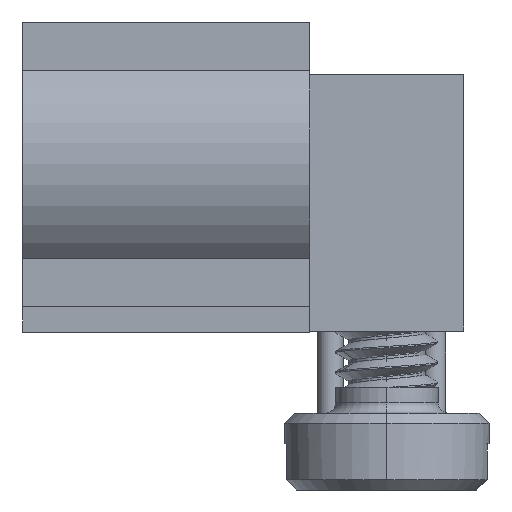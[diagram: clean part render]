
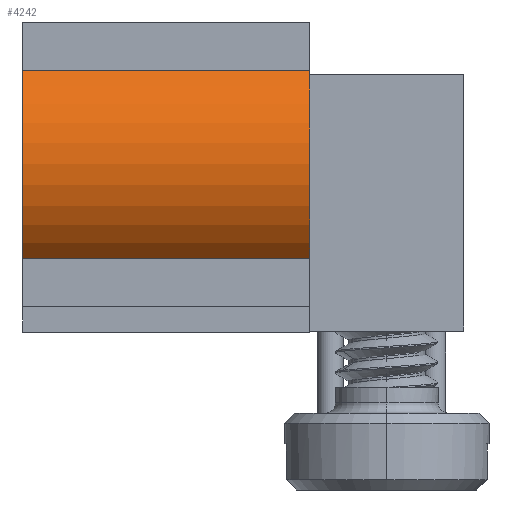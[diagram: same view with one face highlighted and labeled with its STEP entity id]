
A CAD part, left-side view. The second image highlights one B-rep face of the part: STEP entity #4242.
In plain terms, the highlighted cylindrical face has radius 2.5 mm (diameter 5 mm), a partial arc.
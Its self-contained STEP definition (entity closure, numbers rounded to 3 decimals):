
#81=CARTESIAN_POINT('',(-6.5,3.4,0.));
#82=DIRECTION('',(0.,-1.,0.));
#83=DIRECTION('',(-0.68,0.,0.733));
#84=AXIS2_PLACEMENT_3D('',#81,#82,#83);
#567=CARTESIAN_POINT('',(-6.5,-2.2,0.));
#568=DIRECTION('',(0.,-1.,0.));
#569=DIRECTION('',(-0.68,0.,0.733));
#570=AXIS2_PLACEMENT_3D('',#567,#568,#569);
#2100=DIRECTION('',(0.,-1.,0.));
#2101=VECTOR('',#2100,5.6);
#2102=CARTESIAN_POINT('',(-8.2,3.4,1.833));
#2103=LINE('',#2102,#2101);
#2107=DIRECTION('',(0.,-1.,0.));
#2108=VECTOR('',#2107,5.6);
#2109=CARTESIAN_POINT('',(-8.2,3.4,-1.833));
#2110=LINE('',#2109,#2108);
#2384=CARTESIAN_POINT('',(-8.2,3.4,1.833));
#2386=VERTEX_POINT('',#2384);
#2387=CARTESIAN_POINT('',(-8.2,3.4,-1.833));
#2388=VERTEX_POINT('',#2387);
#2393=CARTESIAN_POINT('',(-8.2,-2.2,1.833));
#2394=VERTEX_POINT('',#2393);
#2395=CARTESIAN_POINT('',(-8.2,-2.2,-1.833));
#2396=VERTEX_POINT('',#2395);
#4230=CARTESIAN_POINT('',(-6.5,3.4,0.));
#4231=DIRECTION('',(0.,-1.,0.));
#4232=DIRECTION('',(-1.,0.,0.));
#4233=AXIS2_PLACEMENT_3D('',#4230,#4231,#4232);
#4234=CYLINDRICAL_SURFACE('',#4233,2.5);
#4235=ORIENTED_EDGE('',*,*,#2508,.F.);
#4236=ORIENTED_EDGE('',*,*,#4225,.T.);
#4237=ORIENTED_EDGE('',*,*,#2830,.T.);
#4239=ORIENTED_EDGE('',*,*,#4238,.F.);
#4240=EDGE_LOOP('',(#4235,#4236,#4237,#4239));
#4241=FACE_OUTER_BOUND('',#4240,.F.);
#4242=ADVANCED_FACE('',(#4241),#4234,.T.);
#85=CIRCLE('',#84,2.5);
#571=CIRCLE('',#570,2.5);
#2508=EDGE_CURVE('',#2386,#2388,#85,.T.);
#2830=EDGE_CURVE('',#2394,#2396,#571,.T.);
#4225=EDGE_CURVE('',#2386,#2394,#2103,.T.);
#4238=EDGE_CURVE('',#2388,#2396,#2110,.T.);
